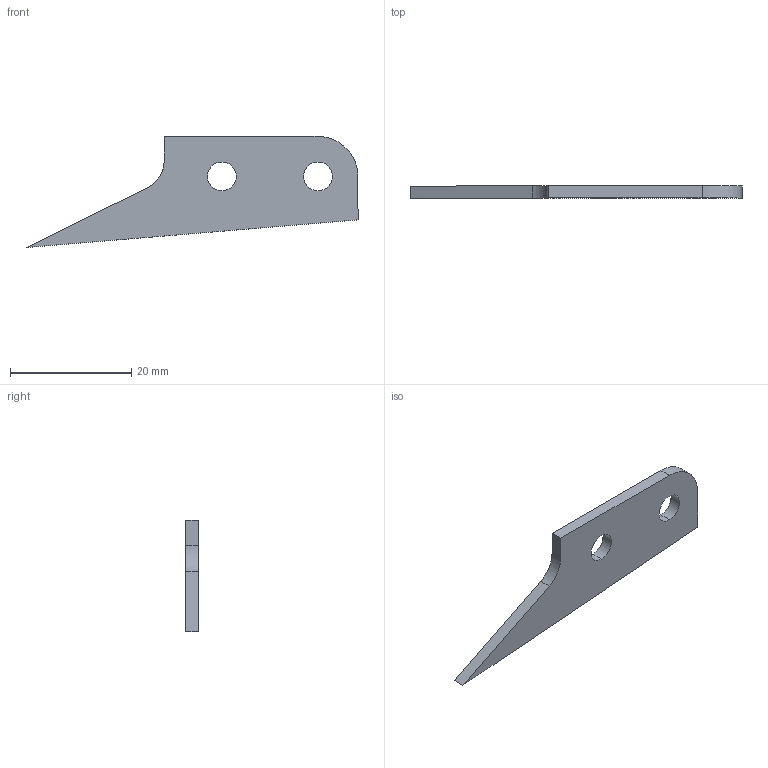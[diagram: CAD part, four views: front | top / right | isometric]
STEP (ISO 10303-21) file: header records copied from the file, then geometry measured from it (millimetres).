
FILE_DESCRIPTION (( 'STEP AP214' ), '1' );
FILE_NAME ('Beater Titanium Fork 2mm R1.STEP', '2022-02-23T23:19:43', ( '' ), ( '' ), 'SwSTEP 2.0', 'SolidWorks 2015', '' );
FILE_SCHEMA (( 'AUTOMOTIVE_DESIGN' ));
Length unit declared in the file: millimetre
Products named in the file (1): Beater Titanium Fork 2mm R1
Bounding box: 54.81 x 2 x 18.34 mm (x, y, z)
Volume: 1093.1 mm3; surface area: 1412.6 mm2
Topology: 1 solids, 1 shells, 13 faces, 33 edges, 22 vertices
Faces by surface type: plane 7, cylinder 5, bspline 1
Entity records: 449 total; most frequent: CARTESIAN_POINT 86, DIRECTION 67, ORIENTED_EDGE 66, EDGE_CURVE 33, AXIS2_PLACEMENT_3D 23, VERTEX_POINT 22, VECTOR 21, LINE 21
